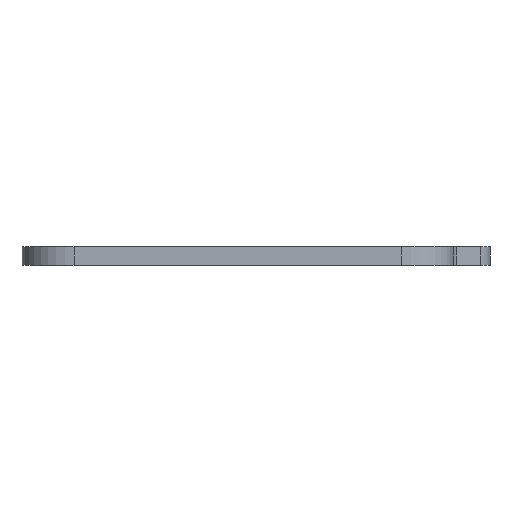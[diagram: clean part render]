
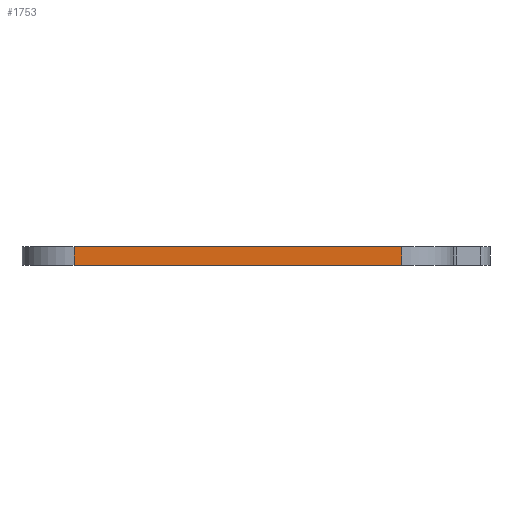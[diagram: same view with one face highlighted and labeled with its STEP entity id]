
A CAD part, left-side view. The second image highlights one B-rep face of the part: STEP entity #1753.
In plain terms, the highlighted planar face has unit normal (-1, 0, 0).
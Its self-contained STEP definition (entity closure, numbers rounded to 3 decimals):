
#113=PLANE('',#1981);
#171=FACE_OUTER_BOUND('',#319,.T.);
#319=EDGE_LOOP('',(#1412,#1413,#1414,#1415));
#387=LINE('',#2661,#521);
#425=LINE('',#2840,#559);
#455=LINE('',#3018,#589);
#457=LINE('',#3021,#591);
#521=VECTOR('',#2082,10.);
#559=VECTOR('',#2230,10.);
#589=VECTOR('',#2422,10.);
#591=VECTOR('',#2426,10.);
#771=VERTEX_POINT('',#2658);
#772=VERTEX_POINT('',#2660);
#857=VERTEX_POINT('',#2837);
#858=VERTEX_POINT('',#2839);
#937=EDGE_CURVE('',#771,#772,#387,.T.);
#1027=EDGE_CURVE('',#858,#857,#425,.T.);
#1111=EDGE_CURVE('',#772,#857,#455,.T.);
#1113=EDGE_CURVE('',#858,#771,#457,.T.);
#1412=ORIENTED_EDGE('',*,*,#1111,.F.);
#1413=ORIENTED_EDGE('',*,*,#937,.F.);
#1414=ORIENTED_EDGE('',*,*,#1113,.F.);
#1415=ORIENTED_EDGE('',*,*,#1027,.T.);
#1753=ADVANCED_FACE('',(#171),#113,.T.);
#1981=AXIS2_PLACEMENT_3D('',#3020,#2424,#2425);
#2082=DIRECTION('',(0.,-1.,0.));
#2230=DIRECTION('',(0.,-1.,0.));
#2422=DIRECTION('',(0.,0.,-1.));
#2424=DIRECTION('center_axis',(-1.,0.,0.));
#2425=DIRECTION('ref_axis',(0.,-1.,0.));
#2426=DIRECTION('',(0.,0.,1.));
#2658=CARTESIAN_POINT('',(-600.,175.,18.));
#2660=CARTESIAN_POINT('',(-600.,-140.,18.));
#2661=CARTESIAN_POINT('',(-600.,225.,18.));
#2837=CARTESIAN_POINT('',(-600.,-140.,0.));
#2839=CARTESIAN_POINT('',(-600.,175.,0.));
#2840=CARTESIAN_POINT('',(-600.,225.,0.));
#3018=CARTESIAN_POINT('',(-600.,-140.,9.));
#3020=CARTESIAN_POINT('Origin',(-600.,225.,0.));
#3021=CARTESIAN_POINT('',(-600.,175.,0.));
